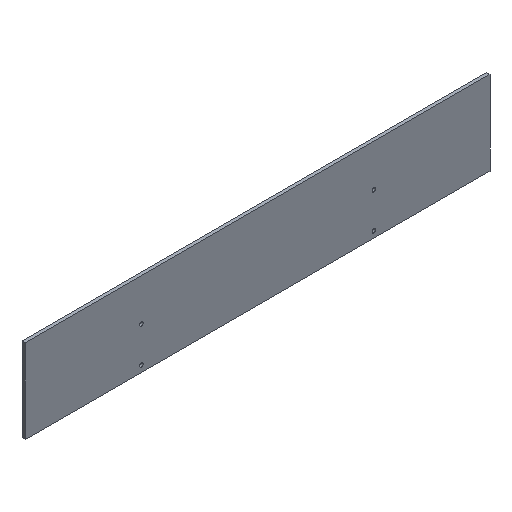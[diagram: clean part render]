
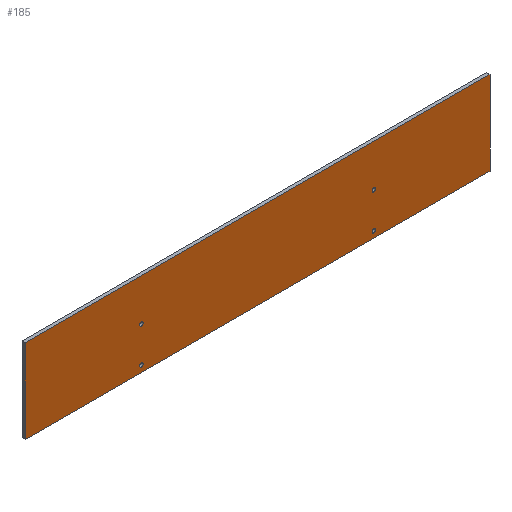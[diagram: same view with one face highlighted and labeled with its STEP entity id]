
A CAD part, isometric view. The second image highlights one B-rep face of the part: STEP entity #185.
In plain terms, the highlighted planar face has unit normal (0, -1, 0).
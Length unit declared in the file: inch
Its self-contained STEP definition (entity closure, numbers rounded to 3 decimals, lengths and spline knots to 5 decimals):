
#17=LINE('',#303,#29);
#21=LINE('',#310,#33);
#24=LINE('',#316,#36);
#26=LINE('',#319,#38);
#29=VECTOR('',#255,39.37008);
#33=VECTOR('',#261,39.37008);
#36=VECTOR('',#266,39.37008);
#38=VECTOR('',#270,39.37008);
#43=PLANE('',#223);
#49=FACE_BOUND('',#80,.T.);
#50=FACE_BOUND('',#81,.T.);
#51=FACE_BOUND('',#82,.T.);
#52=FACE_BOUND('',#83,.T.);
#65=FACE_OUTER_BOUND('',#79,.T.);
#79=EDGE_LOOP('',(#157,#158,#159,#160));
#80=EDGE_LOOP('',(#161));
#81=EDGE_LOOP('',(#162));
#82=EDGE_LOOP('',(#163));
#83=EDGE_LOOP('',(#164));
#90=CIRCLE('',#209,0.1325);
#92=CIRCLE('',#212,0.1325);
#94=CIRCLE('',#215,0.1325);
#96=CIRCLE('',#218,0.1325);
#98=VERTEX_POINT('',#279);
#100=VERTEX_POINT('',#284);
#102=VERTEX_POINT('',#289);
#104=VERTEX_POINT('',#294);
#107=VERTEX_POINT('',#300);
#108=VERTEX_POINT('',#302);
#110=VERTEX_POINT('',#308);
#112=VERTEX_POINT('',#314);
#114=EDGE_CURVE('',#98,#98,#90,.T.);
#116=EDGE_CURVE('',#100,#100,#92,.T.);
#118=EDGE_CURVE('',#102,#102,#94,.T.);
#120=EDGE_CURVE('',#104,#104,#96,.T.);
#123=EDGE_CURVE('',#107,#108,#17,.T.);
#127=EDGE_CURVE('',#107,#110,#21,.T.);
#130=EDGE_CURVE('',#110,#112,#24,.T.);
#132=EDGE_CURVE('',#108,#112,#26,.T.);
#157=ORIENTED_EDGE('',*,*,#123,.F.);
#158=ORIENTED_EDGE('',*,*,#127,.T.);
#159=ORIENTED_EDGE('',*,*,#130,.T.);
#160=ORIENTED_EDGE('',*,*,#132,.F.);
#161=ORIENTED_EDGE('',*,*,#114,.F.);
#162=ORIENTED_EDGE('',*,*,#116,.F.);
#163=ORIENTED_EDGE('',*,*,#118,.F.);
#164=ORIENTED_EDGE('',*,*,#120,.F.);
#185=ADVANCED_FACE('',(#65,#49,#50,#51,#52),#43,.T.);
#209=AXIS2_PLACEMENT_3D('',#280,#231,#232);
#212=AXIS2_PLACEMENT_3D('',#285,#237,#238);
#215=AXIS2_PLACEMENT_3D('',#290,#243,#244);
#218=AXIS2_PLACEMENT_3D('',#295,#249,#250);
#223=AXIS2_PLACEMENT_3D('',#320,#271,#272);
#231=DIRECTION('center_axis',(0.,-1.,0.));
#232=DIRECTION('ref_axis',(0.,0.,-1.));
#237=DIRECTION('center_axis',(0.,-1.,0.));
#238=DIRECTION('ref_axis',(0.,0.,-1.));
#243=DIRECTION('center_axis',(0.,-1.,0.));
#244=DIRECTION('ref_axis',(0.,0.,-1.));
#249=DIRECTION('center_axis',(0.,-1.,0.));
#250=DIRECTION('ref_axis',(0.,0.,-1.));
#255=DIRECTION('',(1.,0.,0.));
#261=DIRECTION('',(0.,0.,-1.));
#266=DIRECTION('',(1.,0.,0.));
#270=DIRECTION('',(0.,0.,-1.));
#271=DIRECTION('center_axis',(0.,-1.,0.));
#272=DIRECTION('ref_axis',(1.,0.,0.));
#279=CARTESIAN_POINT('',(27.,-0.25,-29.5686));
#280=CARTESIAN_POINT('Origin',(27.,-0.25,-29.4361));
#284=CARTESIAN_POINT('',(27.,-0.25,-32.3186));
#285=CARTESIAN_POINT('Origin',(27.,-0.25,-32.1861));
#289=CARTESIAN_POINT('',(9.,-0.25,-32.3186));
#290=CARTESIAN_POINT('Origin',(9.,-0.25,-32.1861));
#294=CARTESIAN_POINT('',(9.,-0.25,-29.5686));
#295=CARTESIAN_POINT('Origin',(9.,-0.25,-29.4361));
#300=CARTESIAN_POINT('',(0.,-0.25,-26.1861));
#302=CARTESIAN_POINT('',(36.,-0.25,-26.1861));
#303=CARTESIAN_POINT('',(18.,-0.25,-26.1861));
#308=CARTESIAN_POINT('',(0.,-0.25,-32.6861));
#310=CARTESIAN_POINT('',(0.,-0.25,-29.4361));
#314=CARTESIAN_POINT('',(36.,-0.25,-32.6861));
#316=CARTESIAN_POINT('',(18.,-0.25,-32.6861));
#319=CARTESIAN_POINT('',(36.,-0.25,-29.4361));
#320=CARTESIAN_POINT('Origin',(18.,-0.25,-29.4361));
